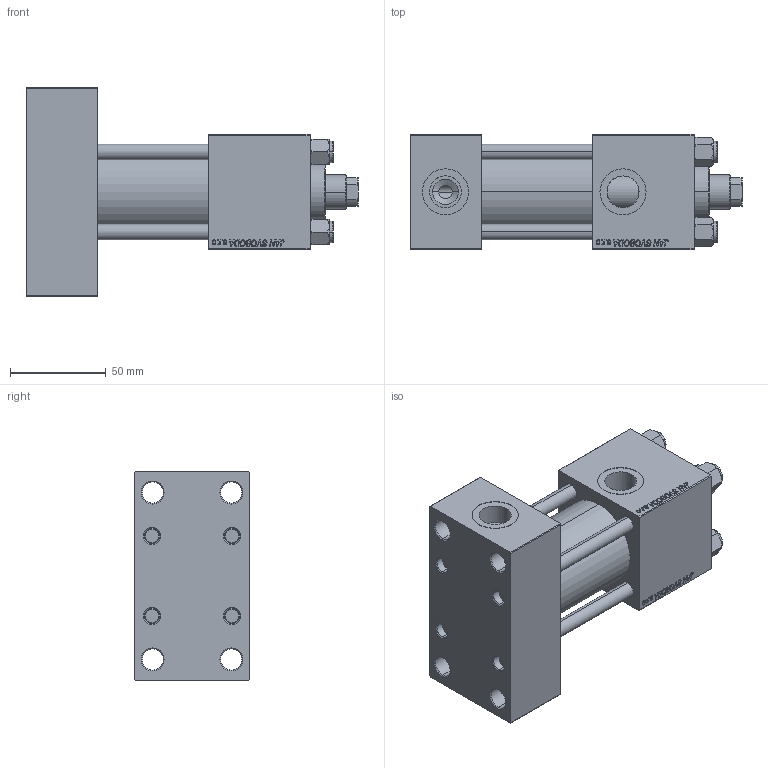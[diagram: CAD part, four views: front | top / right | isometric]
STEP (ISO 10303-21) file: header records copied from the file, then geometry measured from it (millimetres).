
FILE_DESCRIPTION (( 'STEP AP203' ), '1' );
FILE_NAME ('1980.STEP', '2023-08-23T07:53:04', ( '' ), ( '' ), 'SwSTEP 2.0', 'SolidWorks 2019', '' );
FILE_SCHEMA (( 'CONFIG_CONTROL_DESIGN' ));
Length unit declared in the file: millimetre
Products named in the file (6): NUT_M5_E f7947a845d563eb489ba6565a2168ca0; V215CR_VCP_E f7947a845d563eb489ba6565a2168ca0; V215CR_TYCINKA_E f7947a845d563eb489ba6565a2168ca0; 1980; V215_VC_A f7947a845d563eb489ba6565a2168ca0; V215CR_E_Body f7947a845d563eb489ba6565a2168ca0
Assembly tree (11 placements, depth 2):
  1980
    V215CR_E_Body f7947a845d563eb489ba6565a2168ca0
    V215CR_VCP_E f7947a845d563eb489ba6565a2168ca0
    V215CR_TYCINKA_E f7947a845d563eb489ba6565a2168ca0  x4
    NUT_M5_E f7947a845d563eb489ba6565a2168ca0  x4
    V215_VC_A f7947a845d563eb489ba6565a2168ca0
Bounding box: 173 x 60 x 109 mm (x, y, z)
Volume: 499523.9 mm3; surface area: 124461.4 mm2
Topology: 11 solids, 11 shells, 1136 faces, 2861 edges, 1851 vertices
Faces by surface type: plane 498, bspline 392, cone 152, cylinder 86, torus 8
Entity records: 50013 total; most frequent: CARTESIAN_POINT 27073, ORIENTED_EDGE 5214, DIRECTION 3277, EDGE_CURVE 2607, VERTEX_POINT 1707, LINE 1559, VECTOR 1559, EDGE_LOOP 1148
